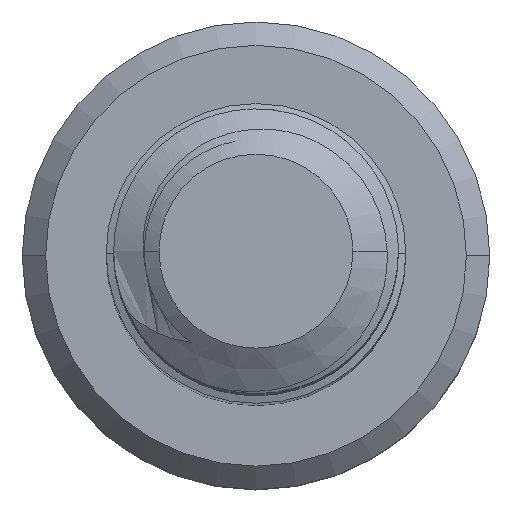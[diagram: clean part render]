
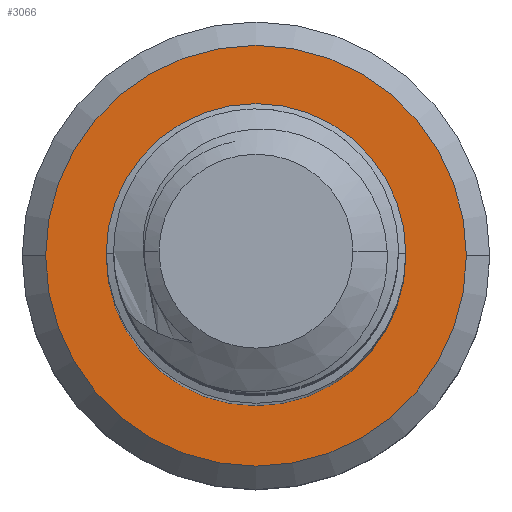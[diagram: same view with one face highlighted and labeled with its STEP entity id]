
A CAD part, top view. The second image highlights one B-rep face of the part: STEP entity #3066.
In plain terms, the highlighted planar face has unit normal (0, 0, 1).
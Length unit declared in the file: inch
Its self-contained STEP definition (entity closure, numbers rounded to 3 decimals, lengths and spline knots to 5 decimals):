
#96 = CARTESIAN_POINT ( 'NONE',  ( 0.1404, 0., -1.75 ) ) ;
#265 = EDGE_CURVE ( 'NONE', #7750, #664, #6569, .T. ) ;
#632 = CARTESIAN_POINT ( 'NONE',  ( 0., 0., -1.75 ) ) ;
#664 = VERTEX_POINT ( 'NONE', #2463 ) ;
#672 = CIRCLE ( 'NONE', #6212, 0.1 ) ;
#738 = VERTEX_POINT ( 'NONE', #96 ) ;
#827 = FACE_OUTER_BOUND ( 'NONE', #6879, .T. ) ;
#1086 = CARTESIAN_POINT ( 'NONE',  ( -0.1404, 0., -1.75 ) ) ;
#1163 = ORIENTED_EDGE ( 'NONE', *, *, #4482, .T. ) ;
#1696 = AXIS2_PLACEMENT_3D ( 'NONE', #2163, #5350, #3157 ) ;
#1706 = AXIS2_PLACEMENT_3D ( 'NONE', #7061, #2867, #7757 ) ;
#1843 = ORIENTED_EDGE ( 'NONE', *, *, #7550, .T. ) ;
#1951 = CIRCLE ( 'NONE', #1706, 0.1404 ) ;
#2163 = CARTESIAN_POINT ( 'NONE',  ( 0., 0., -1.75 ) ) ;
#2442 = CARTESIAN_POINT ( 'NONE',  ( 0., 0., -1.75 ) ) ;
#2463 = CARTESIAN_POINT ( 'NONE',  ( 0.1, 0., -1.75 ) ) ;
#2502 = CIRCLE ( 'NONE', #5910, 0.1404 ) ;
#2867 = DIRECTION ( 'NONE',  ( 0., 0., 1. ) ) ;
#2904 = EDGE_LOOP ( 'NONE', ( #8722, #7552 ) ) ;
#3066 = ADVANCED_FACE ( 'NONE', ( #827, #4862 ), #7521, .F. ) ;
#3108 = DIRECTION ( 'NONE',  ( -1., 0., 0. ) ) ;
#3114 = AXIS2_PLACEMENT_3D ( 'NONE', #632, #3311, #8204 ) ;
#3157 = DIRECTION ( 'NONE',  ( -1., 0., 0. ) ) ;
#3311 = DIRECTION ( 'NONE',  ( 0., 0., -1. ) ) ;
#3557 = CARTESIAN_POINT ( 'NONE',  ( 0., 0., -1.75 ) ) ;
#4254 = DIRECTION ( 'NONE',  ( -1., 0., 0. ) ) ;
#4482 = EDGE_CURVE ( 'NONE', #738, #6042, #2502, .T. ) ;
#4862 = FACE_BOUND ( 'NONE', #2904, .T. ) ;
#5350 = DIRECTION ( 'NONE',  ( 0., 0., -1. ) ) ;
#5910 = AXIS2_PLACEMENT_3D ( 'NONE', #3557, #8442, #4254 ) ;
#6042 = VERTEX_POINT ( 'NONE', #1086 ) ;
#6212 = AXIS2_PLACEMENT_3D ( 'NONE', #2442, #7310, #3108 ) ;
#6569 = CIRCLE ( 'NONE', #1696, 0.1 ) ;
#6879 = EDGE_LOOP ( 'NONE', ( #1843, #1163 ) ) ;
#7061 = CARTESIAN_POINT ( 'NONE',  ( 0., 0., -1.75 ) ) ;
#7310 = DIRECTION ( 'NONE',  ( 0., 0., -1. ) ) ;
#7521 = PLANE ( 'NONE',  #3114 ) ;
#7550 = EDGE_CURVE ( 'NONE', #6042, #738, #1951, .T. ) ;
#7552 = ORIENTED_EDGE ( 'NONE', *, *, #265, .T. ) ;
#7750 = VERTEX_POINT ( 'NONE', #8351 ) ;
#7757 = DIRECTION ( 'NONE',  ( -1., 0., 0. ) ) ;
#8204 = DIRECTION ( 'NONE',  ( -1., 0., 0. ) ) ;
#8351 = CARTESIAN_POINT ( 'NONE',  ( -0.1, 0., -1.75 ) ) ;
#8442 = DIRECTION ( 'NONE',  ( 0., 0., 1. ) ) ;
#8629 = EDGE_CURVE ( 'NONE', #664, #7750, #672, .T. ) ;
#8722 = ORIENTED_EDGE ( 'NONE', *, *, #8629, .T. ) ;
